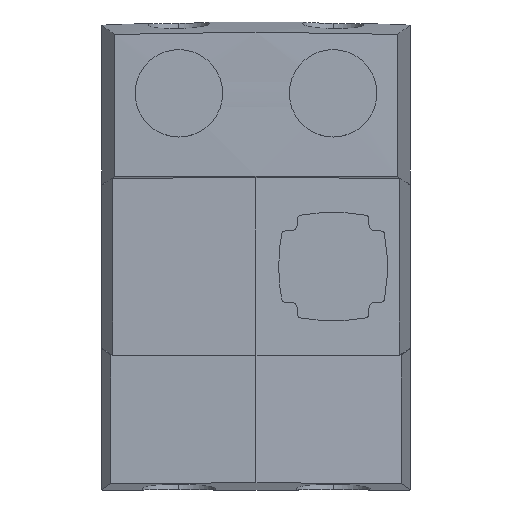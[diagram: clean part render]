
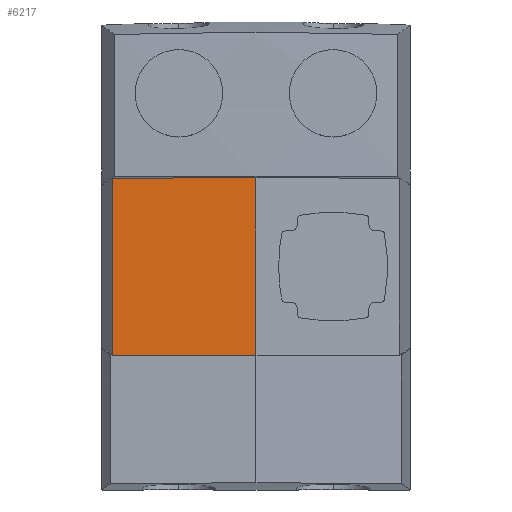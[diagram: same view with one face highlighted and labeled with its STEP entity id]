
A CAD part, top view. The second image highlights one B-rep face of the part: STEP entity #6217.
In plain terms, the highlighted cylindrical face has radius 2500 mm (diameter 5000 mm), a partial arc.
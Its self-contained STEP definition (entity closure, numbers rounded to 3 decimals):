
#171 = VECTOR ( 'NONE', #4873, 1000. ) ;
#287 = VERTEX_POINT ( 'NONE', #2584 ) ;
#423 = CARTESIAN_POINT ( 'NONE',  ( -77.555, 71.994, 91.28 ) ) ;
#459 = VERTEX_POINT ( 'NONE', #741 ) ;
#741 = CARTESIAN_POINT ( 'NONE',  ( 0., 72.116, 92.182 ) ) ;
#755 = CARTESIAN_POINT ( 'NONE',  ( -116.333, 71.751, 89.474 ) ) ;
#1003 = EDGE_CURVE ( 'NONE', #3942, #459, #1170, .T. ) ;
#1018 = VERTEX_POINT ( 'NONE', #755 ) ;
#1170 = LINE ( 'NONE', #1688, #171 ) ;
#1311 = CARTESIAN_POINT ( 'NONE',  ( 0., -80., -2407.818 ) ) ;
#1443 = EDGE_LOOP ( 'NONE', ( #5370, #5614, #2128, #4305 ) ) ;
#1688 = CARTESIAN_POINT ( 'NONE',  ( 0., -80., 92.182 ) ) ;
#1689 = CARTESIAN_POINT ( 'NONE',  ( 0., -72.116, 92.182 ) ) ;
#1758 = CYLINDRICAL_SURFACE ( 'NONE', #5752, 2500. ) ;
#2002 = B_SPLINE_CURVE_WITH_KNOTS ( 'NONE', 3,
 ( #1689, #3720, #2175, #5290, #3199 ),
 .UNSPECIFIED., .F., .F.,
 ( 4, 1, 4 ),
 ( 9.558, 9.616, 9.674 ),
 .UNSPECIFIED. ) ;
#2075 = CARTESIAN_POINT ( 'NONE',  ( 0., 72.116, 92.182 ) ) ;
#2128 = ORIENTED_EDGE ( 'NONE', *, *, #6156, .F. ) ;
#2175 = CARTESIAN_POINT ( 'NONE',  ( -58.233, -72.055, 91.729 ) ) ;
#2397 = DIRECTION ( 'NONE',  ( 0., 0., 1. ) ) ;
#2505 = VECTOR ( 'NONE', #4721, 1000. ) ;
#2584 = CARTESIAN_POINT ( 'NONE',  ( -116.333, -71.751, 89.474 ) ) ;
#2683 = LINE ( 'NONE', #5196, #2505 ) ;
#3199 = CARTESIAN_POINT ( 'NONE',  ( -116.333, -71.751, 89.474 ) ) ;
#3720 = CARTESIAN_POINT ( 'NONE',  ( -19.422, -72.116, 92.182 ) ) ;
#3913 = FACE_OUTER_BOUND ( 'NONE', #1443, .T. ) ;
#3942 = VERTEX_POINT ( 'NONE', #6689 ) ;
#4084 = CARTESIAN_POINT ( 'NONE',  ( -116.333, 71.751, 89.474 ) ) ;
#4305 = ORIENTED_EDGE ( 'NONE', *, *, #4395, .F. ) ;
#4395 = EDGE_CURVE ( 'NONE', #287, #1018, #2683, .T. ) ;
#4647 = CARTESIAN_POINT ( 'NONE',  ( -38.778, 72.116, 92.182 ) ) ;
#4721 = DIRECTION ( 'NONE',  ( 0., 1., 0. ) ) ;
#4873 = DIRECTION ( 'NONE',  ( 0., 1., 0. ) ) ;
#4943 = DIRECTION ( 'NONE',  ( 0., 1., 0. ) ) ;
#5150 = B_SPLINE_CURVE_WITH_KNOTS ( 'NONE', 3,
 ( #4084, #423, #4647, #2075 ),
 .UNSPECIFIED., .F., .F.,
 ( 4, 4 ),
 ( 0.014, 0.13 ),
 .UNSPECIFIED. ) ;
#5196 = CARTESIAN_POINT ( 'NONE',  ( -116.333, -80., 89.474 ) ) ;
#5290 = CARTESIAN_POINT ( 'NONE',  ( -96.977, -71.872, 90.376 ) ) ;
#5370 = ORIENTED_EDGE ( 'NONE', *, *, #6567, .F. ) ;
#5614 = ORIENTED_EDGE ( 'NONE', *, *, #1003, .T. ) ;
#5752 = AXIS2_PLACEMENT_3D ( 'NONE', #1311, #4943, #2397 ) ;
#6156 = EDGE_CURVE ( 'NONE', #1018, #459, #5150, .T. ) ;
#6217 = ADVANCED_FACE ( 'NONE', ( #3913 ), #1758, .T. ) ;
#6567 = EDGE_CURVE ( 'NONE', #3942, #287, #2002, .T. ) ;
#6689 = CARTESIAN_POINT ( 'NONE',  ( 0., -72.116, 92.182 ) ) ;
